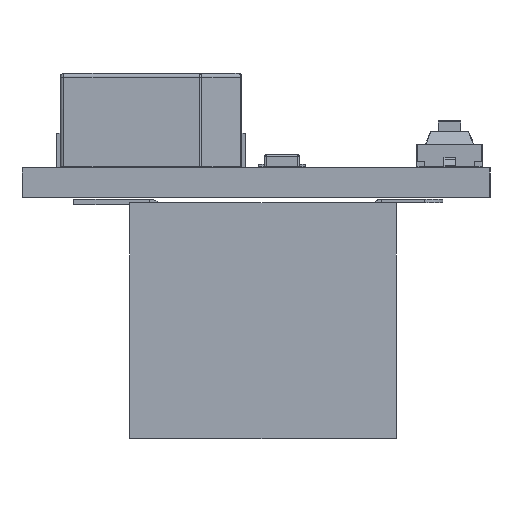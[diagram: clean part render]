
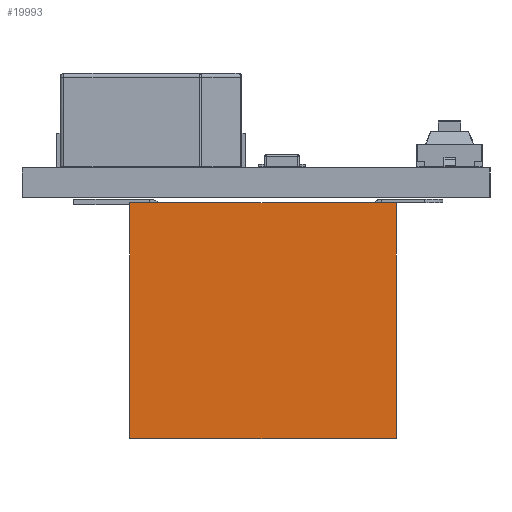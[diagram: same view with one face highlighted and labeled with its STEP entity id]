
A CAD part, left-side view. The second image highlights one B-rep face of the part: STEP entity #19993.
In plain terms, the highlighted free-form (B-spline) face has degree [1, 1] with [2, 2] control points.
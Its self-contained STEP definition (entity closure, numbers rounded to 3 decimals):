
#15176 = B_SPLINE_SURFACE_WITH_KNOTS('',1,1,(
    (#15177,#15178)
    ,(#15179,#15180
    )),.UNSPECIFIED.,.F.,.F.,.F.,(2,2),(2,2),(0.,13.21),(-12.6,
    0.),.PIECEWISE_BEZIER_KNOTS.);
#15177 = CARTESIAN_POINT('',(11.245,13.417,
    14.752));
#15178 = CARTESIAN_POINT('',(11.245,26.017,
    14.752));
#15179 = CARTESIAN_POINT('',(11.245,13.417,
    27.962));
#15180 = CARTESIAN_POINT('',(11.245,26.017,
    27.962));
#17735 = B_SPLINE_SURFACE_WITH_KNOTS('',1,1,(
    (#17736,#17737)
    ,(#17738,#17739
  )),.UNSPECIFIED.,.F.,.F.,.F.,(2,2),(2,2),(-14.22,0.),(
    0.,13.21),.PIECEWISE_BEZIER_KNOTS.);
#17736 = CARTESIAN_POINT('',(11.245,13.417,
    27.962));
#17737 = CARTESIAN_POINT('',(11.245,13.417,
    14.752));
#17738 = CARTESIAN_POINT('',(25.465,13.417,
    27.962));
#17739 = CARTESIAN_POINT('',(25.465,13.417,
    14.752));
#17749 = EDGE_CURVE('',#17750,#17752,#17754,.T.);
#17750 = VERTEX_POINT('',#17751);
#17751 = CARTESIAN_POINT('',(25.465,13.417,
    14.752));
#17752 = VERTEX_POINT('',#17753);
#17753 = CARTESIAN_POINT('',(11.245,13.417,
    14.752));
#17754 = SURFACE_CURVE('',#17755,(#17758,#17764),.PCURVE_S1.);
#17755 = B_SPLINE_CURVE_WITH_KNOTS('',1,(#17756,#17757),.UNSPECIFIED.,
  .F.,.F.,(2,2),(0.,14.22),.PIECEWISE_BEZIER_KNOTS.);
#17756 = CARTESIAN_POINT('',(25.465,13.417,
    14.752));
#17757 = CARTESIAN_POINT('',(11.245,13.417,
    14.752));
#17758 = PCURVE('',#17735,#17759);
#17759 = DEFINITIONAL_REPRESENTATION('',(#17760),#17763);
#17760 = B_SPLINE_CURVE_WITH_KNOTS('',1,(#17761,#17762),.UNSPECIFIED.,
  .F.,.F.,(2,2),(0.,14.22),.PIECEWISE_BEZIER_KNOTS.);
#17761 = CARTESIAN_POINT('',(0.,13.21));
#17762 = CARTESIAN_POINT('',(-14.22,13.21));
#17763 = ( GEOMETRIC_REPRESENTATION_CONTEXT(2) 
PARAMETRIC_REPRESENTATION_CONTEXT() REPRESENTATION_CONTEXT('2D SPACE',''
  ) );
#17764 = PCURVE('',#17765,#17770);
#17765 = B_SPLINE_SURFACE_WITH_KNOTS('',1,1,(
    (#17766,#17767)
    ,(#17768,#17769
    )),.UNSPECIFIED.,.F.,.F.,.F.,(2,2),(2,2),(-14.22,0.)
  ,(0.,12.6),.PIECEWISE_BEZIER_KNOTS.);
#17766 = CARTESIAN_POINT('',(11.245,13.417,
    14.752));
#17767 = CARTESIAN_POINT('',(11.245,26.017,
    14.752));
#17768 = CARTESIAN_POINT('',(25.465,13.417,
    14.752));
#17769 = CARTESIAN_POINT('',(25.465,26.017,
    14.752));
#17770 = DEFINITIONAL_REPRESENTATION('',(#17771),#17774);
#17771 = B_SPLINE_CURVE_WITH_KNOTS('',1,(#17772,#17773),.UNSPECIFIED.,
  .F.,.F.,(2,2),(0.,14.22),.PIECEWISE_BEZIER_KNOTS.);
#17772 = CARTESIAN_POINT('',(0.,0.));
#17773 = CARTESIAN_POINT('',(-14.22,0.));
#17774 = ( GEOMETRIC_REPRESENTATION_CONTEXT(2) 
PARAMETRIC_REPRESENTATION_CONTEXT() REPRESENTATION_CONTEXT('2D SPACE',''
  ) );
#17934 = B_SPLINE_SURFACE_WITH_KNOTS('',1,1,(
    (#17935,#17936)
    ,(#17937,#17938
    )),.UNSPECIFIED.,.F.,.F.,.F.,(2,2),(2,2),(0.,13.21),(-12.6,
    0.),.PIECEWISE_BEZIER_KNOTS.);
#17935 = CARTESIAN_POINT('',(25.465,13.417,
    14.752));
#17936 = CARTESIAN_POINT('',(25.465,26.017,
    14.752));
#17937 = CARTESIAN_POINT('',(25.465,13.417,
    27.962));
#17938 = CARTESIAN_POINT('',(25.465,26.017,
    27.962));
#18104 = B_SPLINE_SURFACE_WITH_KNOTS('',1,1,(
    (#18105,#18106)
    ,(#18107,#18108
    )),.UNSPECIFIED.,.F.,.F.,.F.,(2,2),(2,2),(0.,14.22),(
    0.,13.21),.PIECEWISE_BEZIER_KNOTS.);
#18105 = CARTESIAN_POINT('',(25.465,26.017,
    27.962));
#18106 = CARTESIAN_POINT('',(25.465,26.017,
    14.752));
#18107 = CARTESIAN_POINT('',(11.245,26.017,
    27.962));
#18108 = CARTESIAN_POINT('',(11.245,26.017,
    14.752));
#18362 = VERTEX_POINT('',#18363);
#18363 = CARTESIAN_POINT('',(11.245,26.017,
    14.752));
#18381 = EDGE_CURVE('',#18382,#18362,#18384,.T.);
#18382 = VERTEX_POINT('',#18383);
#18383 = CARTESIAN_POINT('',(25.465,26.017,
    14.752));
#18384 = SURFACE_CURVE('',#18385,(#18388,#18394),.PCURVE_S1.);
#18385 = B_SPLINE_CURVE_WITH_KNOTS('',1,(#18386,#18387),.UNSPECIFIED.,
  .F.,.F.,(2,2),(0.,14.22),.PIECEWISE_BEZIER_KNOTS.);
#18386 = CARTESIAN_POINT('',(25.465,26.017,
    14.752));
#18387 = CARTESIAN_POINT('',(11.245,26.017,
    14.752));
#18388 = PCURVE('',#18104,#18389);
#18389 = DEFINITIONAL_REPRESENTATION('',(#18390),#18393);
#18390 = B_SPLINE_CURVE_WITH_KNOTS('',1,(#18391,#18392),.UNSPECIFIED.,
  .F.,.F.,(2,2),(0.,14.22),.PIECEWISE_BEZIER_KNOTS.);
#18391 = CARTESIAN_POINT('',(0.,13.21));
#18392 = CARTESIAN_POINT('',(14.22,13.21));
#18393 = ( GEOMETRIC_REPRESENTATION_CONTEXT(2) 
PARAMETRIC_REPRESENTATION_CONTEXT() REPRESENTATION_CONTEXT('2D SPACE',''
  ) );
#18394 = PCURVE('',#17765,#18395);
#18395 = DEFINITIONAL_REPRESENTATION('',(#18396),#18399);
#18396 = B_SPLINE_CURVE_WITH_KNOTS('',1,(#18397,#18398),.UNSPECIFIED.,
  .F.,.F.,(2,2),(0.,14.22),.PIECEWISE_BEZIER_KNOTS.);
#18397 = CARTESIAN_POINT('',(0.,12.6));
#18398 = CARTESIAN_POINT('',(-14.22,12.6));
#18399 = ( GEOMETRIC_REPRESENTATION_CONTEXT(2) 
PARAMETRIC_REPRESENTATION_CONTEXT() REPRESENTATION_CONTEXT('2D SPACE',''
  ) );
#19993 = ADVANCED_FACE('',(#19994),#17765,.F.);
#19994 = FACE_BOUND('',#19995,.T.);
#19995 = EDGE_LOOP('',(#19996,#20014,#20015,#20033));
#19996 = ORIENTED_EDGE('',*,*,#19997,.T.);
#19997 = EDGE_CURVE('',#17752,#18362,#19998,.T.);
#19998 = SURFACE_CURVE('',#19999,(#20002,#20008),.PCURVE_S1.);
#19999 = B_SPLINE_CURVE_WITH_KNOTS('',1,(#20000,#20001),.UNSPECIFIED.,
  .F.,.F.,(2,2),(0.,12.6),.PIECEWISE_BEZIER_KNOTS.);
#20000 = CARTESIAN_POINT('',(11.245,13.417,
    14.752));
#20001 = CARTESIAN_POINT('',(11.245,26.017,
    14.752));
#20002 = PCURVE('',#17765,#20003);
#20003 = DEFINITIONAL_REPRESENTATION('',(#20004),#20007);
#20004 = B_SPLINE_CURVE_WITH_KNOTS('',1,(#20005,#20006),.UNSPECIFIED.,
  .F.,.F.,(2,2),(0.,12.6),.PIECEWISE_BEZIER_KNOTS.);
#20005 = CARTESIAN_POINT('',(-14.22,0.));
#20006 = CARTESIAN_POINT('',(-14.22,12.6));
#20007 = ( GEOMETRIC_REPRESENTATION_CONTEXT(2) 
PARAMETRIC_REPRESENTATION_CONTEXT() REPRESENTATION_CONTEXT('2D SPACE',''
  ) );
#20008 = PCURVE('',#15176,#20009);
#20009 = DEFINITIONAL_REPRESENTATION('',(#20010),#20013);
#20010 = B_SPLINE_CURVE_WITH_KNOTS('',1,(#20011,#20012),.UNSPECIFIED.,
  .F.,.F.,(2,2),(0.,12.6),.PIECEWISE_BEZIER_KNOTS.);
#20011 = CARTESIAN_POINT('',(0.,-12.6));
#20012 = CARTESIAN_POINT('',(0.,0.));
#20013 = ( GEOMETRIC_REPRESENTATION_CONTEXT(2) 
PARAMETRIC_REPRESENTATION_CONTEXT() REPRESENTATION_CONTEXT('2D SPACE',''
  ) );
#20014 = ORIENTED_EDGE('',*,*,#18381,.F.);
#20015 = ORIENTED_EDGE('',*,*,#20016,.F.);
#20016 = EDGE_CURVE('',#17750,#18382,#20017,.T.);
#20017 = SURFACE_CURVE('',#20018,(#20021,#20027),.PCURVE_S1.);
#20018 = B_SPLINE_CURVE_WITH_KNOTS('',1,(#20019,#20020),.UNSPECIFIED.,
  .F.,.F.,(2,2),(0.,12.6),.PIECEWISE_BEZIER_KNOTS.);
#20019 = CARTESIAN_POINT('',(25.465,13.417,
    14.752));
#20020 = CARTESIAN_POINT('',(25.465,26.017,
    14.752));
#20021 = PCURVE('',#17765,#20022);
#20022 = DEFINITIONAL_REPRESENTATION('',(#20023),#20026);
#20023 = B_SPLINE_CURVE_WITH_KNOTS('',1,(#20024,#20025),.UNSPECIFIED.,
  .F.,.F.,(2,2),(0.,12.6),.PIECEWISE_BEZIER_KNOTS.);
#20024 = CARTESIAN_POINT('',(0.,0.));
#20025 = CARTESIAN_POINT('',(0.,12.6));
#20026 = ( GEOMETRIC_REPRESENTATION_CONTEXT(2) 
PARAMETRIC_REPRESENTATION_CONTEXT() REPRESENTATION_CONTEXT('2D SPACE',''
  ) );
#20027 = PCURVE('',#17934,#20028);
#20028 = DEFINITIONAL_REPRESENTATION('',(#20029),#20032);
#20029 = B_SPLINE_CURVE_WITH_KNOTS('',1,(#20030,#20031),.UNSPECIFIED.,
  .F.,.F.,(2,2),(0.,12.6),.PIECEWISE_BEZIER_KNOTS.);
#20030 = CARTESIAN_POINT('',(0.,-12.6));
#20031 = CARTESIAN_POINT('',(0.,0.));
#20032 = ( GEOMETRIC_REPRESENTATION_CONTEXT(2) 
PARAMETRIC_REPRESENTATION_CONTEXT() REPRESENTATION_CONTEXT('2D SPACE',''
  ) );
#20033 = ORIENTED_EDGE('',*,*,#17749,.T.);
